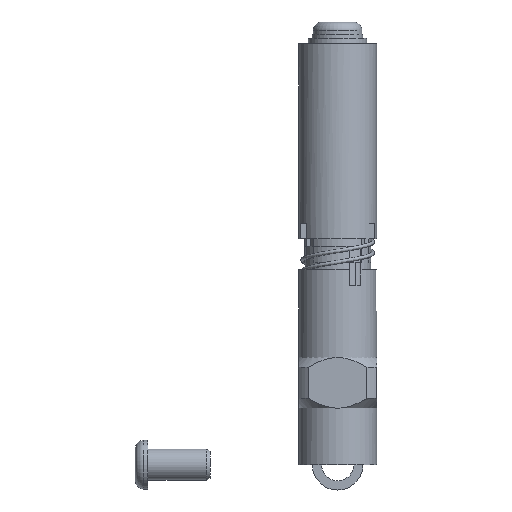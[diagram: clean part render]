
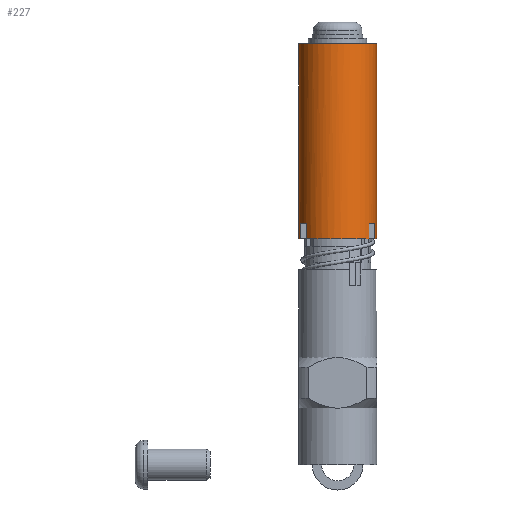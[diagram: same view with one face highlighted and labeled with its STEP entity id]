
A CAD part, front view. The second image highlights one B-rep face of the part: STEP entity #227.
In plain terms, the highlighted cylindrical face has radius 10 mm (diameter 20 mm), a full revolution.
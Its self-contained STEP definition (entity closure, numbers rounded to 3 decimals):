
#227 = ADVANCED_FACE( '', ( #469, #470 ), #471, .T. );
#469 = FACE_OUTER_BOUND( '', #1728, .T. );
#470 = FACE_OUTER_BOUND( '', #1729, .T. );
#471 = CYLINDRICAL_SURFACE( '', #1730, 10. );
#1728 = EDGE_LOOP( '', ( #2189, #2190, #2191, #2192, #2193, #2194, #2195, #2196 ) );
#1729 = EDGE_LOOP( '', ( #2197 ) );
#1730 = AXIS2_PLACEMENT_3D( '', #2198, #2199, #2200 );
#2189 = ORIENTED_EDGE( '', *, *, #2392, .T. );
#2190 = ORIENTED_EDGE( '', *, *, #2289, .T. );
#2191 = ORIENTED_EDGE( '', *, *, #2273, .T. );
#2192 = ORIENTED_EDGE( '', *, *, #2261, .F. );
#2193 = ORIENTED_EDGE( '', *, *, #2406, .T. );
#2194 = ORIENTED_EDGE( '', *, *, #2343, .T. );
#2195 = ORIENTED_EDGE( '', *, *, #2395, .T. );
#2196 = ORIENTED_EDGE( '', *, *, #2397, .F. );
#2197 = ORIENTED_EDGE( '', *, *, #2402, .F. );
#2198 = CARTESIAN_POINT( '', ( 0., 0., 56. ) );
#2199 = DIRECTION( '', ( 0., 0., 1. ) );
#2200 = DIRECTION( '', ( -1., 0., 0. ) );
#2261 = EDGE_CURVE( '', #2468, #2469, #2470, .T. );
#2273 = EDGE_CURVE( '', #2488, #2469, #2489, .F. );
#2289 = EDGE_CURVE( '', #2509, #2488, #2513, .F. );
#2343 = EDGE_CURVE( '', #2594, #2597, #2599, .F. );
#2392 = EDGE_CURVE( '', #2662, #2509, #2663, .T. );
#2395 = EDGE_CURVE( '', #2597, #2665, #2667, .F. );
#2397 = EDGE_CURVE( '', #2662, #2665, #2669, .T. );
#2402 = EDGE_CURVE( '', #2674, #2674, #2675, .T. );
#2406 = EDGE_CURVE( '', #2468, #2594, #2679, .T. );
#2468 = VERTEX_POINT( '', #2801 );
#2469 = VERTEX_POINT( '', #2802 );
#2470 = CIRCLE( '', #2803, 10. );
#2488 = VERTEX_POINT( '', #2837 );
#2489 = LINE( '', #2838, #2839 );
#2509 = VERTEX_POINT( '', #2861 );
#2513 = CIRCLE( '', #2866, 10. );
#2594 = VERTEX_POINT( '', #3259 );
#2597 = VERTEX_POINT( '', #3263 );
#2599 = CIRCLE( '', #3266, 10. );
#2662 = VERTEX_POINT( '', #3536 );
#2663 = LINE( '', #3537, #3538 );
#2665 = VERTEX_POINT( '', #3541 );
#2667 = LINE( '', #3544, #3545 );
#2669 = CIRCLE( '', #3547, 10. );
#2674 = VERTEX_POINT( '', #3552 );
#2675 = CIRCLE( '', #3553, 10. );
#2679 = LINE( '', #3557, #3558 );
#2801 = CARTESIAN_POINT( '', ( 2.95, 9.555, 50. ) );
#2802 = CARTESIAN_POINT( '', ( 2.95, -9.555, 50. ) );
#2803 = AXIS2_PLACEMENT_3D( '', #3608, #3609, #3610 );
#2837 = CARTESIAN_POINT( '', ( 2.95, -9.555, 46. ) );
#2838 = CARTESIAN_POINT( '', ( 2.95, -9.555, 56. ) );
#2839 = VECTOR( '', #3624, 1000. );
#2861 = CARTESIAN_POINT( '', ( 5.95, -8.037, 46. ) );
#2866 = AXIS2_PLACEMENT_3D( '', #3649, #3650, #3651 );
#3259 = CARTESIAN_POINT( '', ( 2.95, 9.555, 46. ) );
#3263 = CARTESIAN_POINT( '', ( 5.95, 8.037, 46. ) );
#3266 = AXIS2_PLACEMENT_3D( '', #3711, #3712, #3713 );
#3536 = CARTESIAN_POINT( '', ( 5.95, -8.037, 50. ) );
#3537 = CARTESIAN_POINT( '', ( 5.95, -8.037, 56. ) );
#3538 = VECTOR( '', #3762, 1000. );
#3541 = CARTESIAN_POINT( '', ( 5.95, 8.037, 50. ) );
#3544 = CARTESIAN_POINT( '', ( 5.95, 8.037, 56. ) );
#3545 = VECTOR( '', #3765, 1000. );
#3547 = AXIS2_PLACEMENT_3D( '', #3766, #3767, #3768 );
#3552 = CARTESIAN_POINT( '', ( 10., 0., 0. ) );
#3553 = AXIS2_PLACEMENT_3D( '', #3772, #3773, #3774 );
#3557 = CARTESIAN_POINT( '', ( 2.95, 9.555, 56. ) );
#3558 = VECTOR( '', #3775, 1000. );
#3608 = CARTESIAN_POINT( '', ( 0., 0., 50. ) );
#3609 = DIRECTION( '', ( 0., 0., 1. ) );
#3610 = DIRECTION( '', ( 1., 0., 0. ) );
#3624 = DIRECTION( '', ( 0., 0., -1. ) );
#3649 = CARTESIAN_POINT( '', ( 0., 0., 46. ) );
#3650 = DIRECTION( '', ( 0., 0., 1. ) );
#3651 = DIRECTION( '', ( 1., 0., 0. ) );
#3711 = CARTESIAN_POINT( '', ( 0., 0., 46. ) );
#3712 = DIRECTION( '', ( 0., 0., 1. ) );
#3713 = DIRECTION( '', ( 1., 0., 0. ) );
#3762 = DIRECTION( '', ( 0., 0., -1. ) );
#3765 = DIRECTION( '', ( 0., 0., -1. ) );
#3766 = CARTESIAN_POINT( '', ( 0., 0., 50. ) );
#3767 = DIRECTION( '', ( 0., 0., 1. ) );
#3768 = DIRECTION( '', ( 1., 0., 0. ) );
#3772 = CARTESIAN_POINT( '', ( 0., 0., 0. ) );
#3773 = DIRECTION( '', ( 0., 0., -1. ) );
#3774 = DIRECTION( '', ( 1., 0., 0. ) );
#3775 = DIRECTION( '', ( 0., 0., -1. ) );
